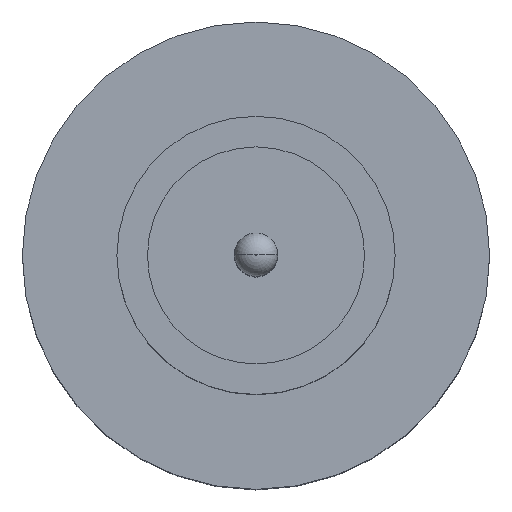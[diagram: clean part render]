
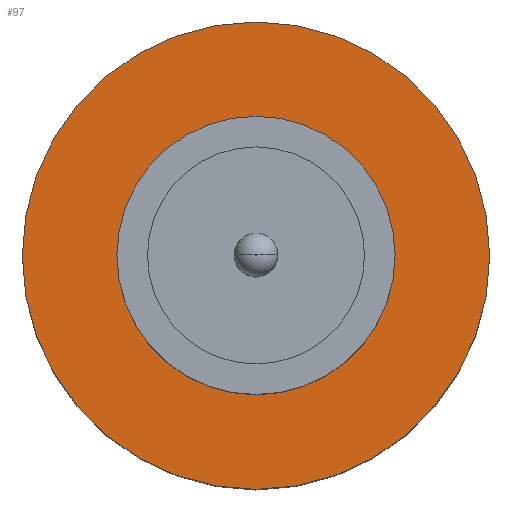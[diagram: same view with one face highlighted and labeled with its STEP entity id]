
A CAD part, top view. The second image highlights one B-rep face of the part: STEP entity #97.
In plain terms, the highlighted planar face has unit normal (0, 0, 1).
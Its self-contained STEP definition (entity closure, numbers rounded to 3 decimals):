
#97 = ADVANCED_FACE ( 'NONE', ( #134, #950 ), #230, .T. ) ;
#99 = CIRCLE ( 'NONE', #341, 1.25 ) ;
#134 = FACE_BOUND ( 'NONE', #911, .T. ) ;
#136 = ORIENTED_EDGE ( 'NONE', *, *, #471, .F. ) ;
#139 = DIRECTION ( 'NONE',  ( 0., 0., 1. ) ) ;
#152 = VERTEX_POINT ( 'NONE', #857 ) ;
#154 = ORIENTED_EDGE ( 'NONE', *, *, #425, .F. ) ;
#162 = CARTESIAN_POINT ( 'NONE',  ( -2.1, 0., 1.55 ) ) ;
#173 = CARTESIAN_POINT ( 'NONE',  ( 0., 0., 1.55 ) ) ;
#207 = VERTEX_POINT ( 'NONE', #489 ) ;
#230 = PLANE ( 'NONE',  #419 ) ;
#234 = DIRECTION ( 'NONE',  ( 0., 0., 1. ) ) ;
#242 = AXIS2_PLACEMENT_3D ( 'NONE', #605, #684, #990 ) ;
#246 = CIRCLE ( 'NONE', #242, 2.1 ) ;
#264 = ORIENTED_EDGE ( 'NONE', *, *, #518, .T. ) ;
#305 = EDGE_CURVE ( 'NONE', #416, #638, #246, .T. ) ;
#321 = DIRECTION ( 'NONE',  ( 1., 0., 0. ) ) ;
#341 = AXIS2_PLACEMENT_3D ( 'NONE', #632, #139, #479 ) ;
#416 = VERTEX_POINT ( 'NONE', #162 ) ;
#419 = AXIS2_PLACEMENT_3D ( 'NONE', #712, #234, #786 ) ;
#425 = EDGE_CURVE ( 'NONE', #152, #207, #99, .T. ) ;
#471 = EDGE_CURVE ( 'NONE', #207, #152, #571, .T. ) ;
#479 = DIRECTION ( 'NONE',  ( 1., 0., 0. ) ) ;
#489 = CARTESIAN_POINT ( 'NONE',  ( -1.25, 0., 1.55 ) ) ;
#518 = EDGE_CURVE ( 'NONE', #638, #416, #696, .T. ) ;
#571 = CIRCLE ( 'NONE', #710, 1.25 ) ;
#605 = CARTESIAN_POINT ( 'NONE',  ( 0., 0., 1.55 ) ) ;
#632 = CARTESIAN_POINT ( 'NONE',  ( 0., 0., 1.55 ) ) ;
#638 = VERTEX_POINT ( 'NONE', #670 ) ;
#654 = DIRECTION ( 'NONE',  ( 1., 0., 0. ) ) ;
#668 = AXIS2_PLACEMENT_3D ( 'NONE', #173, #729, #654 ) ;
#670 = CARTESIAN_POINT ( 'NONE',  ( 2.1, 0., 1.55 ) ) ;
#684 = DIRECTION ( 'NONE',  ( 0., 0., 1. ) ) ;
#689 = CARTESIAN_POINT ( 'NONE',  ( 0., 0., 1.55 ) ) ;
#696 = CIRCLE ( 'NONE', #668, 2.1 ) ;
#710 = AXIS2_PLACEMENT_3D ( 'NONE', #689, #782, #321 ) ;
#712 = CARTESIAN_POINT ( 'NONE',  ( 0., 0., 1.55 ) ) ;
#729 = DIRECTION ( 'NONE',  ( 0., 0., 1. ) ) ;
#782 = DIRECTION ( 'NONE',  ( 0., 0., 1. ) ) ;
#786 = DIRECTION ( 'NONE',  ( 1., 0., 0. ) ) ;
#849 = ORIENTED_EDGE ( 'NONE', *, *, #305, .T. ) ;
#857 = CARTESIAN_POINT ( 'NONE',  ( 1.25, 0., 1.55 ) ) ;
#875 = EDGE_LOOP ( 'NONE', ( #849, #264 ) ) ;
#911 = EDGE_LOOP ( 'NONE', ( #154, #136 ) ) ;
#950 = FACE_OUTER_BOUND ( 'NONE', #875, .T. ) ;
#990 = DIRECTION ( 'NONE',  ( 1., 0., 0. ) ) ;
